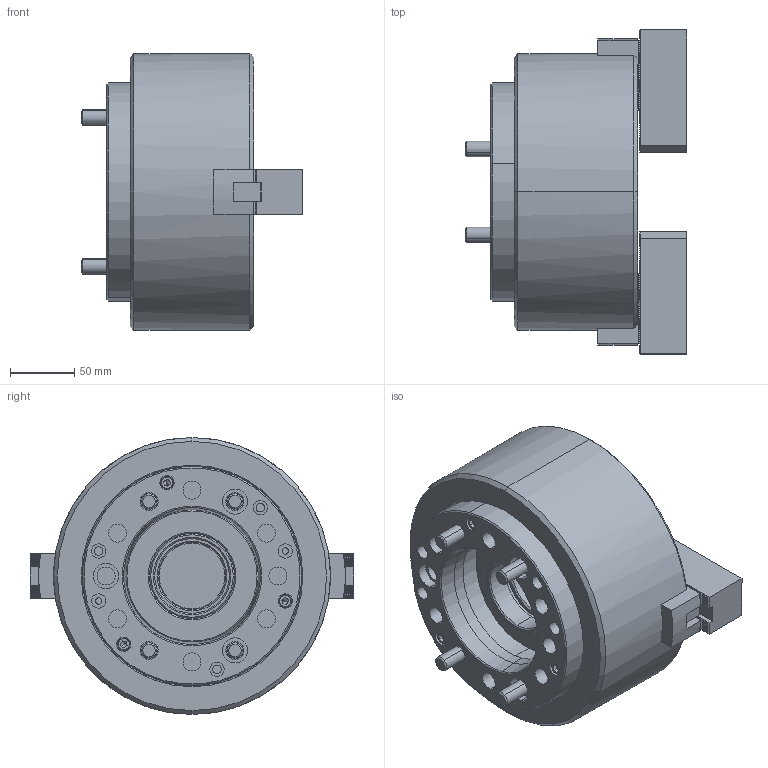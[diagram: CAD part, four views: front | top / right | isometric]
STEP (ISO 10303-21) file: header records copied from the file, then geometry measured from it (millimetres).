
FILE_DESCRIPTION (( 'STEP AP203' ), '1' );
FILE_NAME ('CF-2L-208A6.STEP', '2021-08-18T05:39:23', ( '' ), ( '' ), 'SwSTEP 2.0', 'SolidWorks 2016', '' );
FILE_SCHEMA (( 'CONFIG_CONTROL_DESIGN' ));
Length unit declared in the file: millimetre
Products named in the file (14): 圓頭內六角螺栓_M6x25; CF-2L-208-05000; CF-2L-208A6; CF-3H-08-08000; CF-3H-208-04000(T型塊); SJ-08; 圓頭內六角螺栓_M12x30; CF-2L-208-01000; 圓頭內六角螺栓_M12x120; CF-3L-208-02000; 半圓頭六角孔螺栓_M5x10; CF-3L-208-03010; CF-3L-08-13000-A6法蘭; CF-3L-208-04000
Assembly tree (27 placements, depth 2):
  CF-2L-208A6
    CF-2L-208-01000
    CF-3L-208-02000
    CF-3L-208-03010  x2
    CF-3L-208-04000
    CF-2L-208-05000
    CF-3H-08-08000
    CF-3H-208-04000(T型塊)  x2
    SJ-08  x2
    圓頭內六角螺栓_M12x30  x4
    圓頭內六角螺栓_M12x120  x4
    半圓頭六角孔螺栓_M5x10  x4
    CF-3L-08-13000-A6法蘭
    圓頭內六角螺栓_M6x25  x3
Bounding box: 172.25 x 251.5 x 215 mm (x, y, z)
Volume: 3593917.2 mm3; surface area: 449012.8 mm2
Topology: 27 solids, 27 shells, 2366 faces, 6583 edges, 4294 vertices
Faces by surface type: plane 1558, cylinder 648, cone 144, torus 16
Entity records: 40850 total; most frequent: CARTESIAN_POINT 8151, ORIENTED_EDGE 6790, DIRECTION 5994, EDGE_CURVE 3395, LINE 2482, VECTOR 2482, VERTEX_POINT 2233, AXIS2_PLACEMENT_3D 1756
